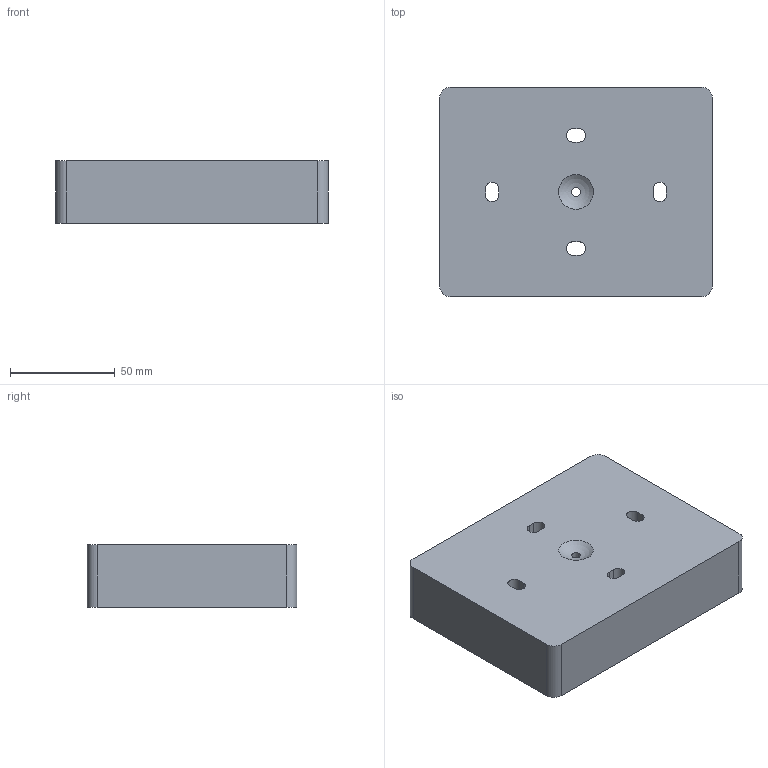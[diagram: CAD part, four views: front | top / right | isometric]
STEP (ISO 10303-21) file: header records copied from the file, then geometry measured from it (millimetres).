
FILE_DESCRIPTION(/* description */ (''),/* implementation_level */ '2;1');
FILE_NAME(/* name */ 'TestMold_GarageCard_TopMUD v1.step',/* time_stamp */ '2024-01-17T11:48:19-07:00',/* author */ (''),/* organization */ (''),/* preprocessor_version */ 'ST-DEVELOPER v20',/* originating_system */ 'Autodesk Translation Framework v12.14.0.127',/* authorisation */ '');
FILE_SCHEMA (('AUTOMOTIVE_DESIGN { 1 0 10303 214 3 1 1 }'));
Length unit declared in the file: millimetre
Products named in the file (1): TestMold_GarageCard_TopMUD
Bounding box: 130 x 100 x 30 mm (x, y, z)
Volume: 241144.4 mm3; surface area: 48069.5 mm2
Topology: 1 solids, 1 shells, 55 faces, 149 edges, 99 vertices
Faces by surface type: cylinder 30, plane 23, cone 1, sphere 1
Full cylindrical faces by diameter (mm): 7.94 x1
Entity records: 1819 total; most frequent: DIRECTION 325, CARTESIAN_POINT 304, ORIENTED_EDGE 298, EDGE_CURVE 149, AXIS2_PLACEMENT_3D 120, VERTEX_POINT 99, LINE 85, VECTOR 85
